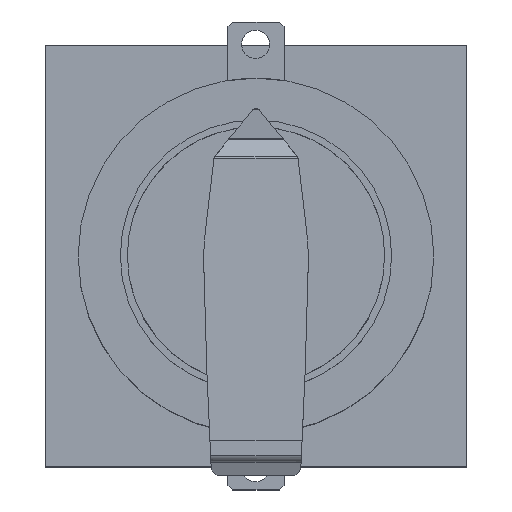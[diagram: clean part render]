
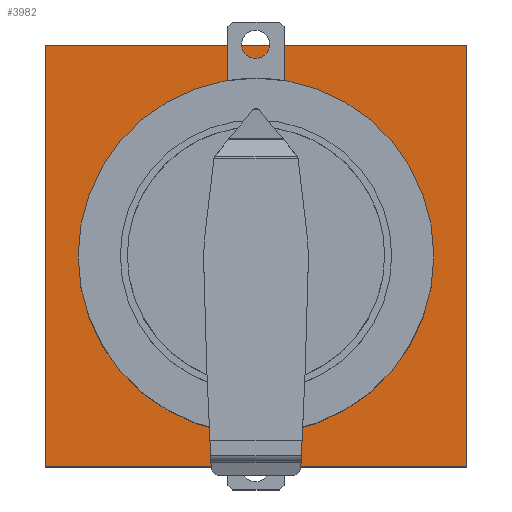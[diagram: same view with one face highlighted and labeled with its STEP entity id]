
A CAD part, top view. The second image highlights one B-rep face of the part: STEP entity #3982.
In plain terms, the highlighted planar face has unit normal (0, 0, 1).
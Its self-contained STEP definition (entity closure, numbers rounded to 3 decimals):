
#3943=CARTESIAN_POINT('',(22.5,0.,29.));
#3944=DIRECTION('',(0.0,0.0,1.0));
#3945=DIRECTION('',(1.0,0.0,0.0));
#3946=AXIS2_PLACEMENT_3D('',#3943,#3944,#3945);
#3947=PLANE('',#3946);
#3948=CARTESIAN_POINT('',(45.,-22.5,29.));
#3949=VERTEX_POINT('',#3948);
#3950=CARTESIAN_POINT('',(0.0,-22.5,29.));
#3951=VERTEX_POINT('',#3950);
#3952=CARTESIAN_POINT('',(45.,-22.5,29.));
#3953=DIRECTION('',(-1.0,0.0,0.0));
#3954=VECTOR('',#3953,45.);
#3955=LINE('',#3952,#3954);
#3956=EDGE_CURVE('',#3949,#3951,#3955,.T.);
#3957=ORIENTED_EDGE('',*,*,#3956,.F.);
#3958=CARTESIAN_POINT('',(45.,22.5,29.));
#3959=VERTEX_POINT('',#3958);
#3960=CARTESIAN_POINT('',(45.,22.5,29.));
#3961=DIRECTION('',(0.0,-1.0,0.0));
#3962=VECTOR('',#3961,45.0);
#3963=LINE('',#3960,#3962);
#3964=EDGE_CURVE('',#3959,#3949,#3963,.T.);
#3965=ORIENTED_EDGE('',*,*,#3964,.F.);
#3966=CARTESIAN_POINT('',(0.0,22.5,29.));
#3967=VERTEX_POINT('',#3966);
#3968=CARTESIAN_POINT('',(0.0,22.5,29.));
#3969=DIRECTION('',(1.0,0.0,0.0));
#3970=VECTOR('',#3969,45.);
#3971=LINE('',#3968,#3970);
#3972=EDGE_CURVE('',#3967,#3959,#3971,.T.);
#3973=ORIENTED_EDGE('',*,*,#3972,.F.);
#3974=CARTESIAN_POINT('',(0.0,-22.5,29.));
#3975=DIRECTION('',(0.0,1.0,0.0));
#3976=VECTOR('',#3975,45.0);
#3977=LINE('',#3974,#3976);
#3978=EDGE_CURVE('',#3951,#3967,#3977,.T.);
#3979=ORIENTED_EDGE('',*,*,#3978,.F.);
#3980=EDGE_LOOP('',(#3957,#3965,#3973,#3979));
#3981=FACE_OUTER_BOUND('',#3980,.T.);
#3982=ADVANCED_FACE('',(#3981),#3947,.T.);
